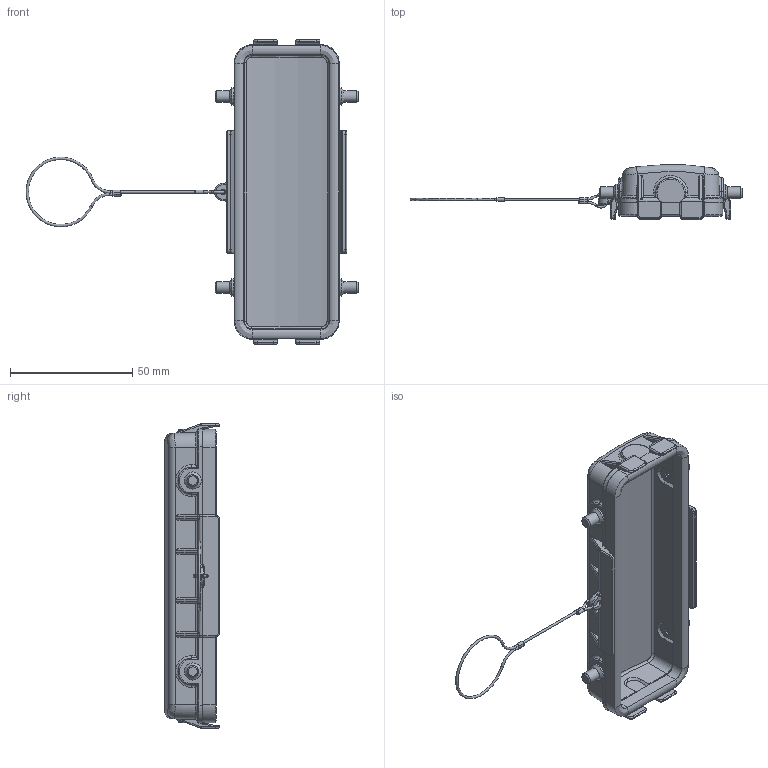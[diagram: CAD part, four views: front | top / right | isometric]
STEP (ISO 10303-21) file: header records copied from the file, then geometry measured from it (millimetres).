
FILE_DESCRIPTION(/* description */ (''),/* implementation_level */ '2;1');
FILE_NAME(/* name */ 'H24B-MCV-4B_1.stp',/* time_stamp */ '2026-03-10T16:09:31+03:00',/* author */ ('krute'),/* organization */ (''),/* preprocessor_version */ 'ST-DEVELOPER v20.1',/* originating_system */ 'Autodesk Inventor 2026',/* authorisation */ '');
FILE_SCHEMA (('CONFIG_CONTROL_DESIGN'));
Length unit declared in the file: millimetre
Products named in the file (1): H24B-MCV-4B&3
Bounding box: 135.67 x 22.29 x 124.4 mm (x, y, z)
Volume: 31503.9 mm3; surface area: 27661.7 mm2
Topology: 1 solids, 2 shells, 619 faces, 1580 edges, 981 vertices
Faces by surface type: cylinder 264, plane 194, torus 90, bspline 60, cone 11
Full cylindrical faces by diameter (mm): 1 x7, 2.1 x1, 2.3 x4, 3 x4, 4.8 x4, 7 x4
Entity records: 21935 total; most frequent: CARTESIAN_POINT 6791, DIRECTION 3278, ORIENTED_EDGE 3160, EDGE_CURVE 1580, AXIS2_PLACEMENT_3D 1255, VERTEX_POINT 981, LINE 768, VECTOR 768
